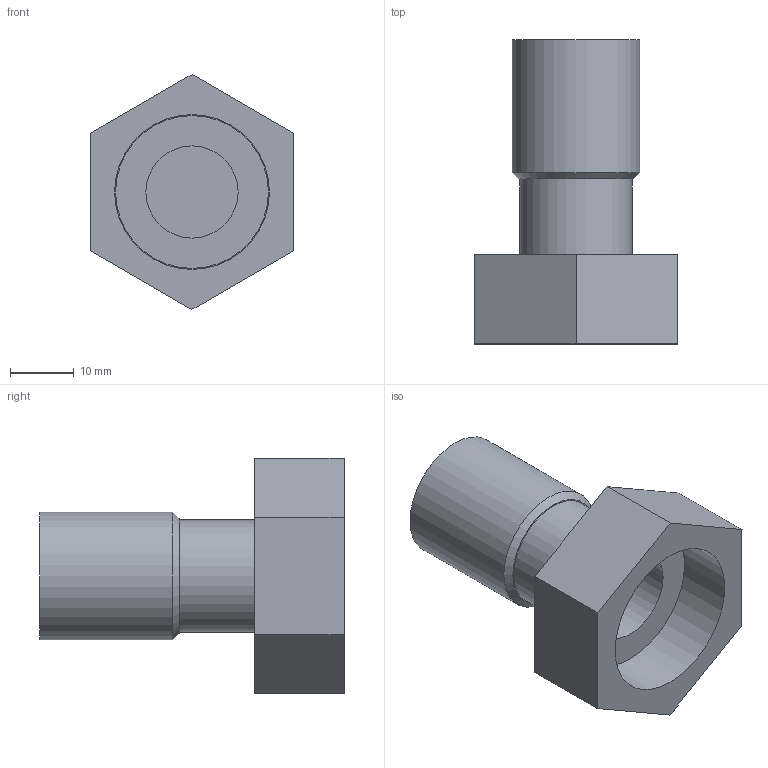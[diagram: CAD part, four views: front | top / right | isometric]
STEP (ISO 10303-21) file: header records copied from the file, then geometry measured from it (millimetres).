
FILE_DESCRIPTION(/* description */ ('Unknown'),/* implementation_level */ '2;1');
FILE_NAME(/* name */ 'F45R3-4DN15',/* time_stamp */ '2016-07-07T16:36:33+02:00',/* author */ ('Unknown'),/* organization */ ('Unknown'),/* preprocessor_version */ 'ST-DEVELOPER v16',/* originating_system */ 'DEX',/* authorisation */ $);
FILE_SCHEMA (('AUTOMOTIVE_DESIGN {1 0 10303 214 3 1 1}'));
Length unit declared in the file: millimetre
Products named in the file (3): F45R3-4DN15; TOPEUNIONDN15gen; TUERCA3-4_DN15gen
Assembly tree (2 placements, depth 2):
  F45R3-4DN15
    TOPEUNIONDN15gen
    TUERCA3-4_DN15gen
Bounding box: 32.01 x 47.77 x 36.95 mm (x, y, z)
Volume: 11535.2 mm3; surface area: 8908.8 mm2
Topology: 2 solids, 2 shells, 23 faces, 44 edges, 30 vertices
Faces by surface type: plane 15, cylinder 7, cone 1
Full cylindrical faces by diameter (mm): 14.5 x1, 15 x1, 17.6 x1, 19 x1, 20 x1, 24 x1, 24.333 x1
Entity records: 672 total; most frequent: DIRECTION 100, CARTESIAN_POINT 86, ORIENTED_EDGE 66, AXIS2_PLACEMENT_3D 41, EDGE_LOOP 38, FACE_BOUND 38, EDGE_CURVE 33, VERTEX_POINT 27
